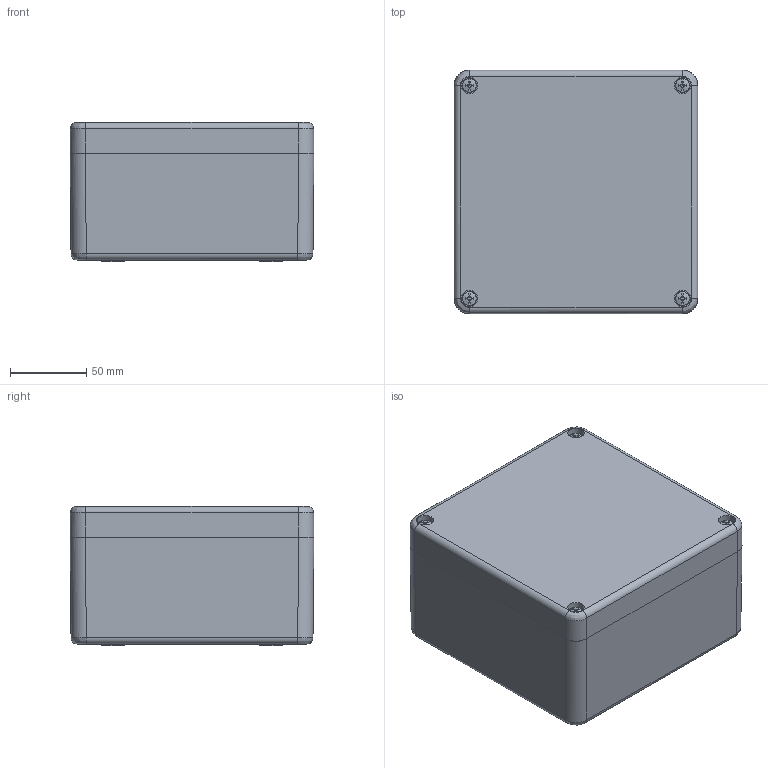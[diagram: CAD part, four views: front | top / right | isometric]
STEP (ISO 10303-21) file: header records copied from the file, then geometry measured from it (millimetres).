
FILE_DESCRIPTION (( 'STEP AP214' ), '1' );
FILE_NAME ('1590ZGRP161BK.STEP', '2021-09-09T11:22:31', ( '' ), ( '' ), 'SwSTEP 2.0', 'SolidWorks 2021', '' );
FILE_SCHEMA (( 'AUTOMOTIVE_DESIGN' ));
Length unit declared in the file: inch
Products named in the file (1): 1590ZGRP161BK
Bounding box: 160 x 160 x 91.3 mm (x, y, z)
Volume: 692395.6 mm3; surface area: 231481 mm2
Topology: 7 solids, 7 shells, 459 faces, 1122 edges, 722 vertices
Faces by surface type: plane 211, cone 92, cylinder 88, bspline 68
Full cylindrical faces by diameter (mm): 4.8 x8, 4.917 x10, 5.28 x4, 5.88 x4, 6 x4, 6.4 x4, 7 x4, 10.8 x4
Entity records: 15570 total; most frequent: CARTESIAN_POINT 5254, ORIENTED_EDGE 2076, DIRECTION 2034, EDGE_CURVE 1038, AXIS2_PLACEMENT_3D 780, VERTEX_POINT 712, EDGE_LOOP 596, FACE_OUTER_BOUND 517
